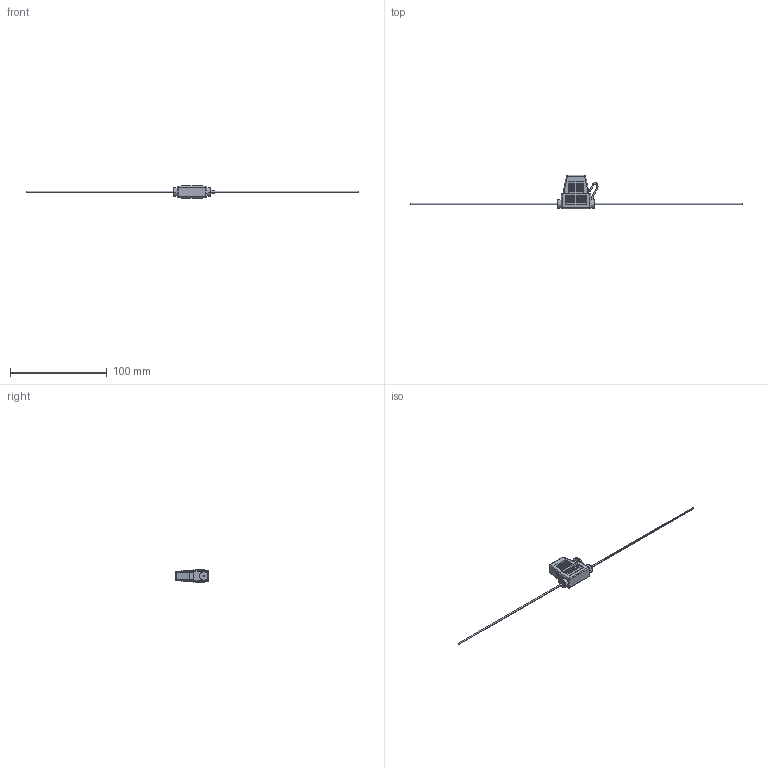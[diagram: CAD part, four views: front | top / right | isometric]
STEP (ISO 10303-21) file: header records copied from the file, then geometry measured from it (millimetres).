
FILE_DESCRIPTION (( 'STEP AP214' ), '1' );
FILE_NAME ('BF353.STEP', '2019-12-03T19:34:19', ( '' ), ( '' ), 'SwSTEP 2.0', 'SolidWorks 2016', '' );
FILE_SCHEMA (( 'AUTOMOTIVE_DESIGN' ));
Length unit declared in the file: millimetre
Products named in the file (1): BF353
Bounding box: 343.5 x 34.4 x 13 mm (x, y, z)
Volume: 11577.1 mm3; surface area: 8320.9 mm2
Topology: 6 solids, 6 shells, 220 faces, 529 edges, 334 vertices
Faces by surface type: plane 154, cylinder 52, sphere 12, bspline 2
Entity records: 6470 total; most frequent: CARTESIAN_POINT 1152, DIRECTION 1065, ORIENTED_EDGE 1042, EDGE_CURVE 521, VECTOR 411, LINE 411, VERTEX_POINT 334, AXIS2_PLACEMENT_3D 327
